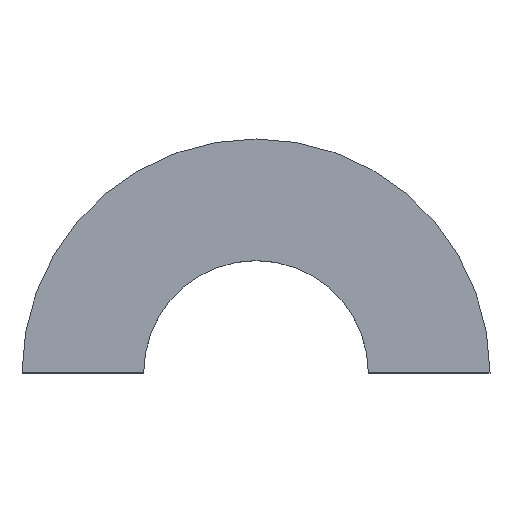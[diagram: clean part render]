
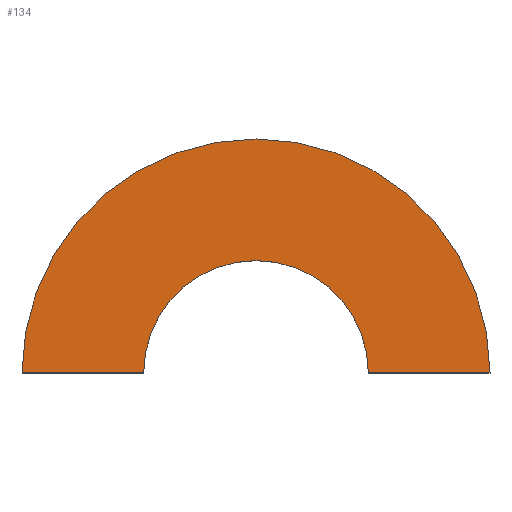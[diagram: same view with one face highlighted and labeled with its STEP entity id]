
A CAD part, top view. The second image highlights one B-rep face of the part: STEP entity #134.
In plain terms, the highlighted planar face has unit normal (0, 0, 1).
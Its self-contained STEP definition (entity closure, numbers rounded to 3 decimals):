
#68=CARTESIAN_POINT('POINT6',(-12.,0.,2.5));
#69=VERTEX_POINT('VERTEX6',#68);
#76=CARTESIAN_POINT('POINT7',(-25.,0.,2.5));
#77=VERTEX_POINT('VERTEX7',#76);
#78=CARTESIAN_POINT('POS8',(0.,0.,2.5));
#79=DIRECTION('DIR12',(1.,0.,0.));
#80=VECTOR('VEC4',#79,1.);
#81=LINE('STRAIGHT4',#78,#80);
#82=EDGE_CURVE('EDGE8',#77,#69,#81,.T.);
#106=CARTESIAN_POINT('POINT9',(12.,0.,2.5));
#107=VERTEX_POINT('VERTEX9',#106);
#108=CARTESIAN_POINT('POS12',(0.,0.,2.5));
#109=DIRECTION('DIR17',(0.,0.,-1.));
#110=DIRECTION('DIR18',(1.,0.,0.));
#111=AXIS2_PLACEMENT_3D('AXIS6',#108,#109,#110);
#112=CIRCLE('ELLIPSE3',#111,12.);
#113=EDGE_CURVE('EDGE11',#69,#107,#112,.T.);
#114=ORIENTED_EDGE('COEDGE17',*,*,#113,.T.);
#115=CARTESIAN_POINT('POINT10',(25.,0.,2.5));
#116=VERTEX_POINT('VERTEX10',#115);
#117=EDGE_CURVE('EDGE12',#107,#116,#81,.T.);
#118=ORIENTED_EDGE('COEDGE18',*,*,#117,.T.);
#119=CARTESIAN_POINT('POS13',(0.,0.,2.5));
#120=DIRECTION('DIR19',(0.,0.,1.));
#121=DIRECTION('DIR20',(1.,0.,0.));
#122=AXIS2_PLACEMENT_3D('AXIS7',#119,#120,#121);
#123=CIRCLE('ELLIPSE4',#122,25.);
#124=EDGE_CURVE('EDGE13',#116,#77,#123,.T.);
#125=ORIENTED_EDGE('COEDGE19',*,*,#124,.T.);
#126=ORIENTED_EDGE('COEDGE20',*,*,#82,.T.);
#127=EDGE_LOOP('NONE',(#114,#118,#125,#126));
#128=FACE_BOUND('LOOP1',#127,.T.);
#129=CARTESIAN_POINT('POS14',(0.,0.,2.5));
#130=DIRECTION('DIR21',(0.,0.,1.));
#131=DIRECTION('DIR22',(1.,0.,0.));
#132=AXIS2_PLACEMENT_3D('AXIS8',#129,#130,#131);
#133=PLANE('PLANE3',#132);
#134=ADVANCED_FACE('FACE5',(#128),#133,.T.);
